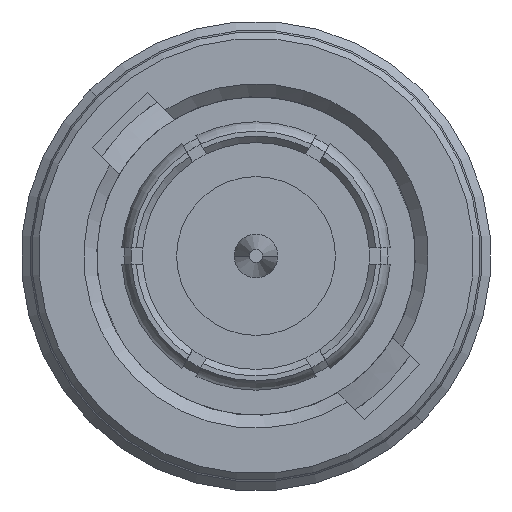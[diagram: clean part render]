
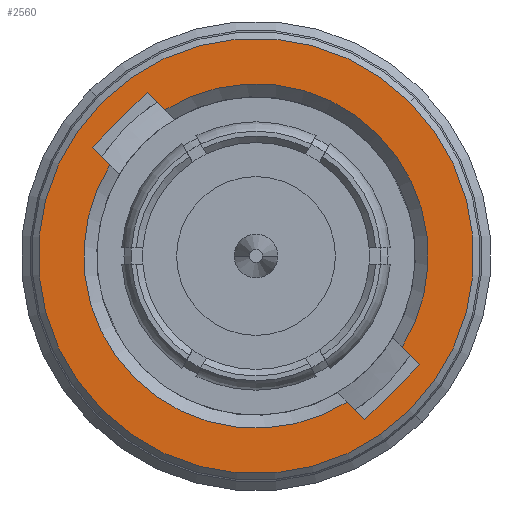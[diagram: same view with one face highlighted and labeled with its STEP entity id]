
A CAD part, left-side view. The second image highlights one B-rep face of the part: STEP entity #2560.
In plain terms, the highlighted planar face has unit normal (-1, 0, 0).
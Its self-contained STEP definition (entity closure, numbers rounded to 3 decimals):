
#2315 = VERTEX_POINT('',#2316);
#2316 = CARTESIAN_POINT('',(-25.,4.51,2.813));
#2325 = EDGE_CURVE('',#2326,#2315,#2328,.T.);
#2326 = VERTEX_POINT('',#2327);
#2327 = CARTESIAN_POINT('',(-25.,5.056,3.359));
#2328 = LINE('',#2329,#2330);
#2329 = CARTESIAN_POINT('',(-25.,5.056,3.359));
#2330 = VECTOR('',#2331,1.);
#2331 = DIRECTION('',(0.,-0.707,-0.707));
#2533 = VERTEX_POINT('',#2534);
#2534 = CARTESIAN_POINT('',(-25.,-4.752,4.752));
#2542 = VERTEX_POINT('',#2543);
#2543 = CARTESIAN_POINT('',(-25.,4.752,-4.752));
#2549 = EDGE_CURVE('',#2533,#2542,#2550,.T.);
#2550 = CIRCLE('',#2551,6.72);
#2551 = AXIS2_PLACEMENT_3D('',#2552,#2553,#2554);
#2552 = CARTESIAN_POINT('',(-25.,0.,0.));
#2553 = DIRECTION('',(-1.,0.,0.));
#2554 = DIRECTION('',(0.,-0.707,0.707));
#2560 = ADVANCED_FACE('',(#2561,#2571),#2630,.F.);
#2561 = FACE_BOUND('',#2562,.F.);
#2562 = EDGE_LOOP('',(#2563,#2570));
#2563 = ORIENTED_EDGE('',*,*,#2564,.F.);
#2564 = EDGE_CURVE('',#2542,#2533,#2565,.T.);
#2565 = CIRCLE('',#2566,6.72);
#2566 = AXIS2_PLACEMENT_3D('',#2567,#2568,#2569);
#2567 = CARTESIAN_POINT('',(-25.,0.,0.
    ));
#2568 = DIRECTION('',(-1.,0.,0.));
#2569 = DIRECTION('',(0.,0.707,-0.707));
#2570 = ORIENTED_EDGE('',*,*,#2549,.F.);
#2571 = FACE_BOUND('',#2572,.F.);
#2572 = EDGE_LOOP('',(#2573,#2583,#2589,#2590,#2599,#2607,#2615,#2623));
#2573 = ORIENTED_EDGE('',*,*,#2574,.T.);
#2574 = EDGE_CURVE('',#2575,#2577,#2579,.T.);
#2575 = VERTEX_POINT('',#2576);
#2576 = CARTESIAN_POINT('',(-25.,2.813,4.51));
#2577 = VERTEX_POINT('',#2578);
#2578 = CARTESIAN_POINT('',(-25.,3.359,5.056));
#2579 = LINE('',#2580,#2581);
#2580 = CARTESIAN_POINT('',(-25.,2.813,4.51));
#2581 = VECTOR('',#2582,1.);
#2582 = DIRECTION('',(0.,0.707,0.707));
#2583 = ORIENTED_EDGE('',*,*,#2584,.T.);
#2584 = EDGE_CURVE('',#2577,#2326,#2585,.T.);
#2585 = LINE('',#2586,#2587);
#2586 = CARTESIAN_POINT('',(-25.,3.359,5.056));
#2587 = VECTOR('',#2588,1.);
#2588 = DIRECTION('',(0.,0.707,-0.707));
#2589 = ORIENTED_EDGE('',*,*,#2325,.T.);
#2590 = ORIENTED_EDGE('',*,*,#2591,.F.);
#2591 = EDGE_CURVE('',#2592,#2315,#2594,.T.);
#2592 = VERTEX_POINT('',#2593);
#2593 = CARTESIAN_POINT('',(-25.,-2.813,-4.51));
#2594 = CIRCLE('',#2595,5.315);
#2595 = AXIS2_PLACEMENT_3D('',#2596,#2597,#2598);
#2596 = CARTESIAN_POINT('',(-25.,0.,0.));
#2597 = DIRECTION('',(1.,0.,0.));
#2598 = DIRECTION('',(0.,-0.529,-0.848));
#2599 = ORIENTED_EDGE('',*,*,#2600,.T.);
#2600 = EDGE_CURVE('',#2592,#2601,#2603,.T.);
#2601 = VERTEX_POINT('',#2602);
#2602 = CARTESIAN_POINT('',(-25.,-3.359,-5.056));
#2603 = LINE('',#2604,#2605);
#2604 = CARTESIAN_POINT('',(-25.,-2.813,-4.51));
#2605 = VECTOR('',#2606,1.);
#2606 = DIRECTION('',(0.,-0.707,-0.707));
#2607 = ORIENTED_EDGE('',*,*,#2608,.T.);
#2608 = EDGE_CURVE('',#2601,#2609,#2611,.T.);
#2609 = VERTEX_POINT('',#2610);
#2610 = CARTESIAN_POINT('',(-25.,-5.056,-3.359));
#2611 = LINE('',#2612,#2613);
#2612 = CARTESIAN_POINT('',(-25.,-3.359,-5.056));
#2613 = VECTOR('',#2614,1.);
#2614 = DIRECTION('',(0.,-0.707,0.707));
#2615 = ORIENTED_EDGE('',*,*,#2616,.T.);
#2616 = EDGE_CURVE('',#2609,#2617,#2619,.T.);
#2617 = VERTEX_POINT('',#2618);
#2618 = CARTESIAN_POINT('',(-25.,-4.51,-2.813));
#2619 = LINE('',#2620,#2621);
#2620 = CARTESIAN_POINT('',(-25.,-5.056,-3.359));
#2621 = VECTOR('',#2622,1.);
#2622 = DIRECTION('',(0.,0.707,0.707));
#2623 = ORIENTED_EDGE('',*,*,#2624,.F.);
#2624 = EDGE_CURVE('',#2575,#2617,#2625,.T.);
#2625 = CIRCLE('',#2626,5.315);
#2626 = AXIS2_PLACEMENT_3D('',#2627,#2628,#2629);
#2627 = CARTESIAN_POINT('',(-25.,0.,0.));
#2628 = DIRECTION('',(1.,0.,0.));
#2629 = DIRECTION('',(-0.,0.529,0.848));
#2630 = PLANE('',#2631);
#2631 = AXIS2_PLACEMENT_3D('',#2632,#2633,#2634);
#2632 = CARTESIAN_POINT('',(-25.,0.,0.));
#2633 = DIRECTION('',(1.,0.,0.));
#2634 = DIRECTION('',(0.,0.707,-0.707));
